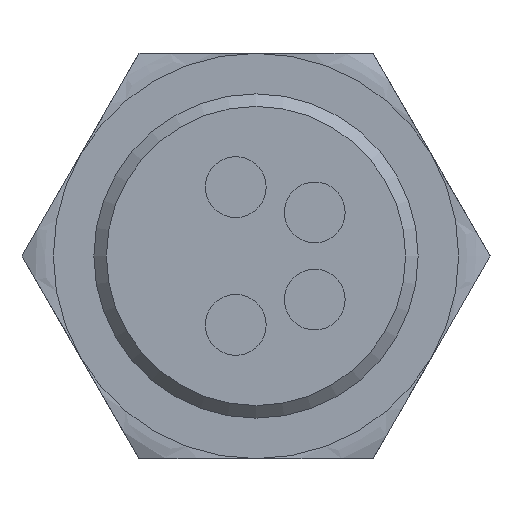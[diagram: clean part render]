
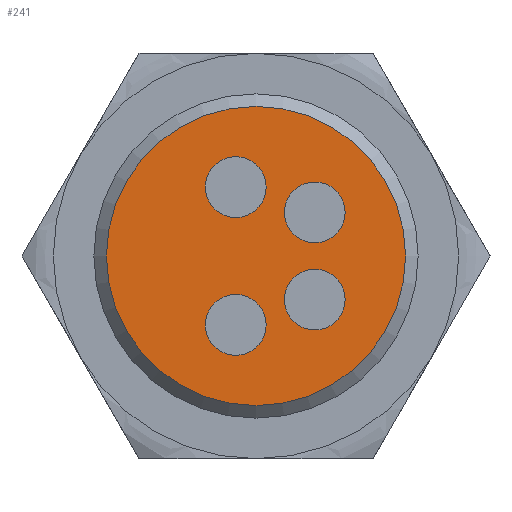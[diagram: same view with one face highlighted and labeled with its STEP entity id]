
A CAD part, front view. The second image highlights one B-rep face of the part: STEP entity #241.
In plain terms, the highlighted planar face has unit normal (0, -1, 0).
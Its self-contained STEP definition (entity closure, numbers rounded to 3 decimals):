
#64=PLANE('',#1163);
#241=ADVANCED_FACE('',(#348,#349,#350,#351,#352),#64,.F.);
#348=FACE_BOUND('',#476,.T.);
#349=FACE_BOUND('',#477,.T.);
#350=FACE_BOUND('',#478,.T.);
#351=FACE_BOUND('',#479,.T.);
#352=FACE_BOUND('',#480,.T.);
#476=EDGE_LOOP('',(#716));
#477=EDGE_LOOP('',(#717));
#478=EDGE_LOOP('',(#718));
#479=EDGE_LOOP('',(#719));
#480=EDGE_LOOP('',(#720));
#716=ORIENTED_EDGE('',*,*,#968,.T.);
#717=ORIENTED_EDGE('',*,*,#969,.T.);
#718=ORIENTED_EDGE('',*,*,#970,.T.);
#719=ORIENTED_EDGE('',*,*,#971,.T.);
#720=ORIENTED_EDGE('',*,*,#972,.T.);
#848=VERTEX_POINT('',#1875);
#849=VERTEX_POINT('',#1877);
#850=VERTEX_POINT('',#1879);
#851=VERTEX_POINT('',#1881);
#852=VERTEX_POINT('',#1883);
#968=EDGE_CURVE('',#848,#848,#1040,.T.);
#969=EDGE_CURVE('',#849,#849,#1041,.T.);
#970=EDGE_CURVE('',#850,#850,#1042,.T.);
#971=EDGE_CURVE('',#851,#851,#1043,.T.);
#972=EDGE_CURVE('',#852,#852,#1044,.T.);
#1040=CIRCLE('',#1158,0.75);
#1041=CIRCLE('',#1159,0.75);
#1042=CIRCLE('',#1160,0.75);
#1043=CIRCLE('',#1161,0.75);
#1044=CIRCLE('',#1162,3.69);
#1158=AXIS2_PLACEMENT_3D('',#1874,#1426,#1427);
#1159=AXIS2_PLACEMENT_3D('',#1876,#1428,#1429);
#1160=AXIS2_PLACEMENT_3D('',#1878,#1430,#1431);
#1161=AXIS2_PLACEMENT_3D('',#1880,#1432,#1433);
#1162=AXIS2_PLACEMENT_3D('',#1882,#1434,#1435);
#1163=AXIS2_PLACEMENT_3D('',#1884,#1436,#1437);
#1426=DIRECTION('',(0.,1.,0.));
#1427=DIRECTION('',(0.,0.,-1.));
#1428=DIRECTION('',(0.,1.,0.));
#1429=DIRECTION('',(0.,0.,-1.));
#1430=DIRECTION('',(0.,1.,0.));
#1431=DIRECTION('',(0.,0.,-1.));
#1432=DIRECTION('',(0.,1.,0.));
#1433=DIRECTION('',(0.,0.,-1.));
#1434=DIRECTION('',(0.,-1.,0.));
#1435=DIRECTION('',(0.,0.,-1.));
#1436=DIRECTION('',(0.,1.,0.));
#1437=DIRECTION('',(0.,0.,-1.));
#1874=CARTESIAN_POINT('',(49.5,50.,-1.7));
#1875=CARTESIAN_POINT('',(49.5,50.,-2.45));
#1876=CARTESIAN_POINT('',(51.45,50.,-1.075));
#1877=CARTESIAN_POINT('',(51.45,50.,-1.825));
#1878=CARTESIAN_POINT('',(51.45,50.,1.075));
#1879=CARTESIAN_POINT('',(51.45,50.,0.325));
#1880=CARTESIAN_POINT('',(49.5,50.,1.7));
#1881=CARTESIAN_POINT('',(49.5,50.,0.95));
#1882=CARTESIAN_POINT('',(50.,50.,0.));
#1883=CARTESIAN_POINT('',(50.,50.,-3.69));
#1884=CARTESIAN_POINT('',(53.69,50.,0.));
